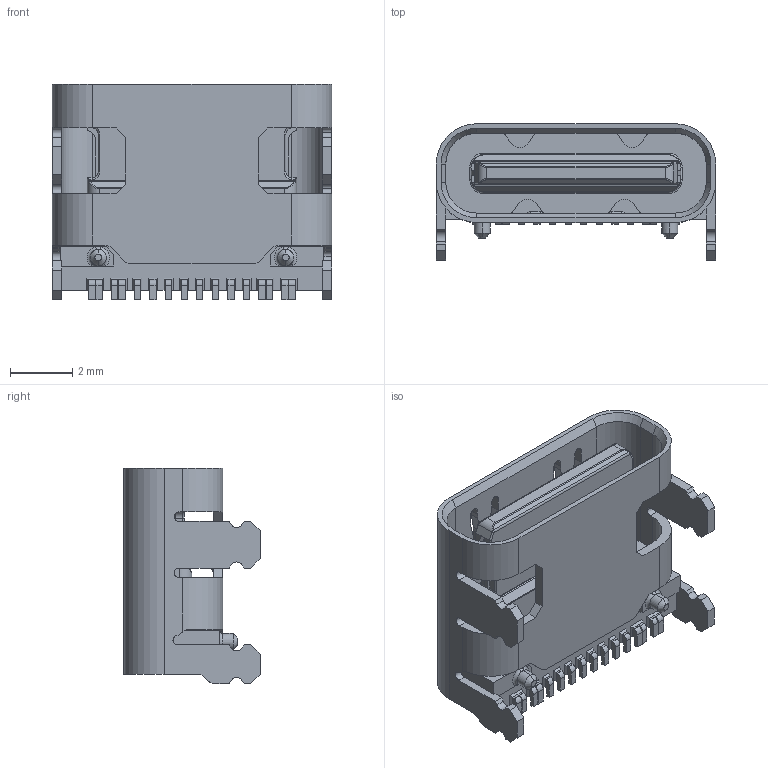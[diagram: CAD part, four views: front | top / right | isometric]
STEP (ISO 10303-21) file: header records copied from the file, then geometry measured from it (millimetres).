
FILE_DESCRIPTION (( 'STEP AP203' ), '1' );
FILE_NAME ('K3D-DX07S016JA3-V1_JAE_Proprietary.STEP', '2020-01-22T05:14:40', ( '' ), ( '' ), 'SwSTEP 2.0', 'SolidWorks 2018', '' );
FILE_SCHEMA (( 'CONFIG_CONTROL_DESIGN' ));
Length unit declared in the file: millimetre
Products named in the file (1): K3D-DX07S016JA3-V1_JAE_Proprietary
Bounding box: 8.94 x 4.36 x 6.9 mm (x, y, z)
Volume: 101.5 mm3; surface area: 375.4 mm2
Topology: 1 solids, 1 shells, 569 faces, 1581 edges, 1010 vertices
Faces by surface type: plane 333, cylinder 154, torus 32, bspline 32, cone 10, sphere 8
Entity records: 18553 total; most frequent: CARTESIAN_POINT 3978, ORIENTED_EDGE 3154, DIRECTION 2937, EDGE_CURVE 1577, LINE 1105, VECTOR 1105, VERTEX_POINT 1010, AXIS2_PLACEMENT_3D 916
